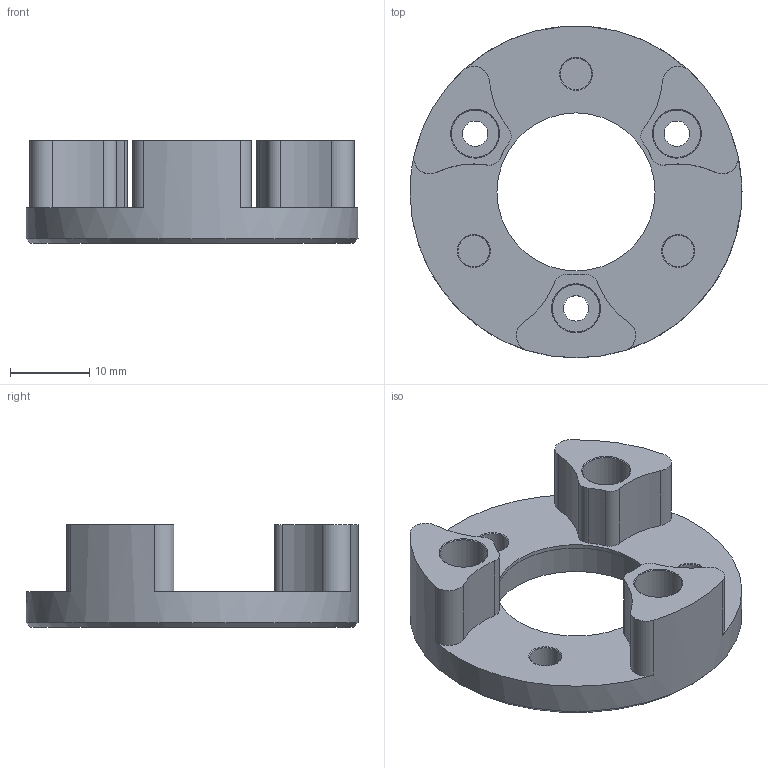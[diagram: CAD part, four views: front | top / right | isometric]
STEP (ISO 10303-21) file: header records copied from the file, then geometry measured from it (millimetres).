
FILE_DESCRIPTION(/* description */ (''),/* implementation_level */ '2;1');
FILE_NAME(/* name */ 'planet_carrier_back.step',/* time_stamp */ '2019-12-25T17:05:13+09:00',/* author */ (''),/* organization */ (''),/* preprocessor_version */ 'ST-DEVELOPER v18',/* originating_system */ 'Autodesk Translation Framework v8.12.0.6',/* authorisation */ '');
FILE_SCHEMA (('AUTOMOTIVE_DESIGN { 1 0 10303 214 3 1 1 }'));
Length unit declared in the file: millimetre
Products named in the file (2): Planet carrier female type 2; Planet carrier female
Assembly tree (1 placements, depth 2):
  Planet carrier female type 2
    Planet carrier female
Bounding box: 42 x 42 x 13 mm (x, y, z)
Volume: 6276.2 mm3; surface area: 4760.5 mm2
Topology: 1 solids, 1 shells, 55 faces, 134 edges, 88 vertices
Faces by surface type: cylinder 33, plane 12, cone 10
Full cylindrical faces by diameter (mm): 3.2 x3, 4 x3, 6 x3, 20 x1, 21 x1, 42 x1
Entity records: 1740 total; most frequent: DIRECTION 338, CARTESIAN_POINT 280, ORIENTED_EDGE 268, AXIS2_PLACEMENT_3D 146, EDGE_CURVE 134, CIRCLE 88, VERTEX_POINT 88, EDGE_LOOP 70
